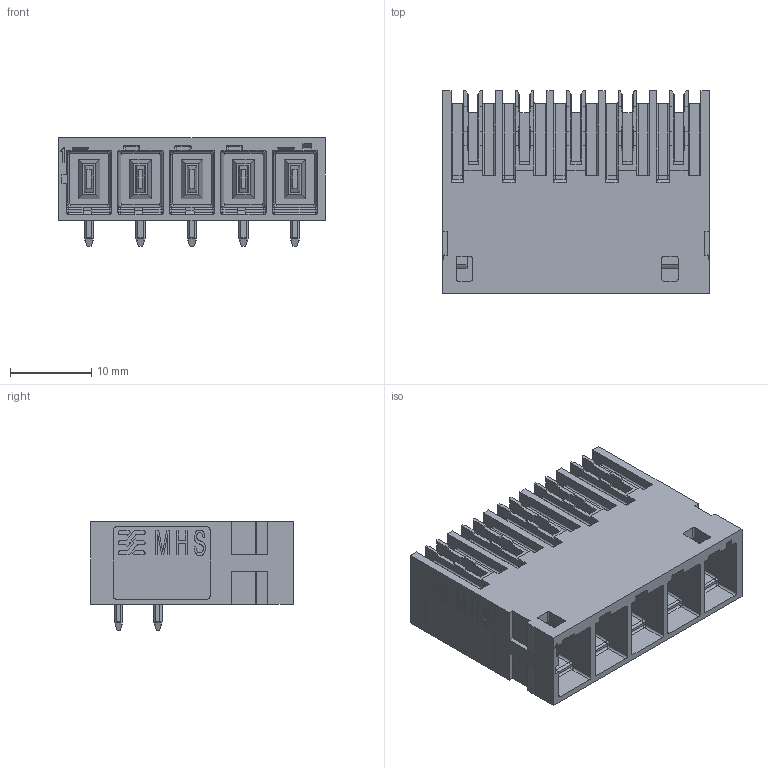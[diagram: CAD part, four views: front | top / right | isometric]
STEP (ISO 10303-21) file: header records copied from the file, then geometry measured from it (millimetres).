
FILE_DESCRIPTION(('CATIA V5 STEP Exchange','CAx-IF Rec.Pracs.--- Model Styling and Organization---1.5--- 2016-08-15','CAx-IF Rec.Pracs.---Supplemental Geometry---1.0---2011-11-01','CAx-IF Rec.Pracs.--- Composite Materials ---1.1---2010-07-15'),'2;1');
FILE_NAME ('2133600-1_1', '2025-03-05T09:49:15+00:00', ('none'), ('Weidmueller'), 'CATIA Version 5-6 Release 2022 SP4 HF5', 'CATIA V5 STEP AP214 v3', 'none');
FILE_SCHEMA(('AUTOMOTIVE_DESIGN { 1 0 10303 214 1 1 1 1 }'));
Length unit declared in the file: millimetre
Products named in the file (1): 3128910000
Bounding box: 32.95 x 25 x 13.4 mm (x, y, z)
Volume: 3957.6 mm3; surface area: 8269.1 mm2
Topology: 1 solids, 1 shells, 1437 faces, 4113 edges, 2686 vertices
Faces by surface type: plane 1127, cylinder 228, extrusion 36, bspline 30, sphere 16
Entity records: 45718 total; most frequent: CARTESIAN_POINT 10760, ORIENTED_EDGE 8194, DIRECTION 5079, EDGE_CURVE 4097, VECTOR 3367, LINE 3331, VERTEX_POINT 2686, EDGE_LOOP 1465
